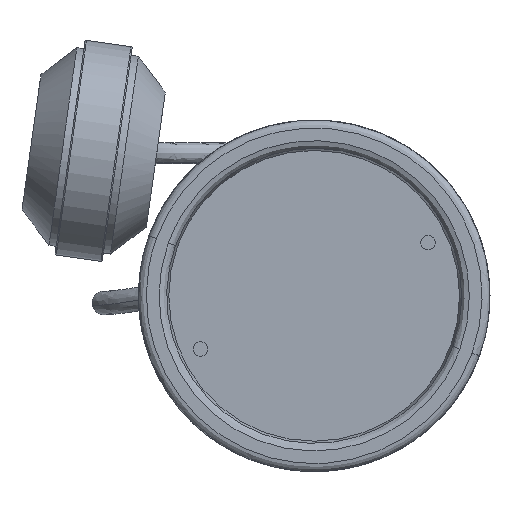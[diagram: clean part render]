
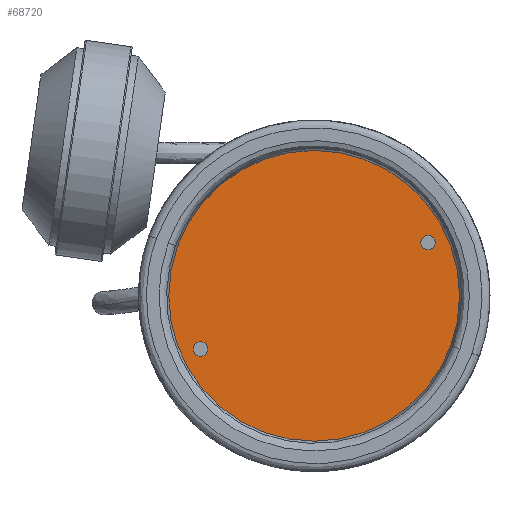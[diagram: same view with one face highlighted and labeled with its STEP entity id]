
A CAD part, front view. The second image highlights one B-rep face of the part: STEP entity #68720.
In plain terms, the highlighted planar face has unit normal (0, -1, 0).
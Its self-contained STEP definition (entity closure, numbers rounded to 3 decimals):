
#29 = ORIENTED_EDGE ( 'NONE', *, *, #34328, .T. ) ;
#71 = VERTEX_POINT ( 'NONE', #20753 ) ;
#85 = AXIS2_PLACEMENT_3D ( 'NONE', #3592, #19816, #30729 ) ;
#3228 = CARTESIAN_POINT ( 'NONE',  ( -36.338, 5.2, -33.588 ) ) ;
#3340 = DIRECTION ( 'NONE',  ( 1., 0., 0. ) ) ;
#3420 = VERTEX_POINT ( 'NONE', #3228 ) ;
#3454 = CIRCLE ( 'NONE', #10207, 55. ) ;
#3592 = CARTESIAN_POINT ( 'NONE',  ( -33.588, 5.2, -33.588 ) ) ;
#4039 = CARTESIAN_POINT ( 'NONE',  ( -33.588, 5.2, -33.588 ) ) ;
#6759 = FACE_BOUND ( 'NONE', #58558, .T. ) ;
#7446 = ORIENTED_EDGE ( 'NONE', *, *, #53530, .F. ) ;
#8638 = DIRECTION ( 'NONE',  ( 0., -1., 0. ) ) ;
#9406 = EDGE_CURVE ( 'NONE', #3420, #13764, #42866, .T. ) ;
#10207 = AXIS2_PLACEMENT_3D ( 'NONE', #25835, #35733, #30771 ) ;
#13764 = VERTEX_POINT ( 'NONE', #54677 ) ;
#14274 = DIRECTION ( 'NONE',  ( 0., -1., 0. ) ) ;
#14607 = DIRECTION ( 'NONE',  ( 1., 0., 0. ) ) ;
#14614 = AXIS2_PLACEMENT_3D ( 'NONE', #64896, #28622, #66300 ) ;
#15034 = CARTESIAN_POINT ( 'NONE',  ( 33.588, 5.2, 33.588 ) ) ;
#15524 = CIRCLE ( 'NONE', #36924, 2.75 ) ;
#19816 = DIRECTION ( 'NONE',  ( 0., -1., 0. ) ) ;
#20275 = CARTESIAN_POINT ( 'NONE',  ( 30.838, 5.2, 33.588 ) ) ;
#20310 = DIRECTION ( 'NONE',  ( 0., -1., 0. ) ) ;
#20753 = CARTESIAN_POINT ( 'NONE',  ( 36.338, 5.2, 33.588 ) ) ;
#21504 = EDGE_LOOP ( 'NONE', ( #7446, #51243 ) ) ;
#21661 = EDGE_CURVE ( 'NONE', #13764, #3420, #47786, .T. ) ;
#22290 = FACE_BOUND ( 'NONE', #21504, .T. ) ;
#24113 = CIRCLE ( 'NONE', #61215, 2.75 ) ;
#25835 = CARTESIAN_POINT ( 'NONE',  ( 0., 5.2, 0. ) ) ;
#25960 = AXIS2_PLACEMENT_3D ( 'NONE', #27595, #26901, #37832 ) ;
#26901 = DIRECTION ( 'NONE',  ( 0., -1., 0. ) ) ;
#27570 = PLANE ( 'NONE',  #14614 ) ;
#27595 = CARTESIAN_POINT ( 'NONE',  ( 0., 5.2, 0. ) ) ;
#28597 = CARTESIAN_POINT ( 'NONE',  ( 0., 5.2, -55. ) ) ;
#28622 = DIRECTION ( 'NONE',  ( 0., 1., 0. ) ) ;
#28813 = EDGE_CURVE ( 'NONE', #68095, #71, #24113, .T. ) ;
#30381 = ORIENTED_EDGE ( 'NONE', *, *, #21661, .F. ) ;
#30729 = DIRECTION ( 'NONE',  ( 1., 0., 0. ) ) ;
#30771 = DIRECTION ( 'NONE',  ( 0., 0., -1. ) ) ;
#33905 = FACE_OUTER_BOUND ( 'NONE', #60079, .T. ) ;
#34328 = EDGE_CURVE ( 'NONE', #42369, #47338, #42854, .T. ) ;
#35733 = DIRECTION ( 'NONE',  ( 0., -1., 0. ) ) ;
#36924 = AXIS2_PLACEMENT_3D ( 'NONE', #67809, #8638, #14607 ) ;
#37832 = DIRECTION ( 'NONE',  ( 0., 0., -1. ) ) ;
#42152 = AXIS2_PLACEMENT_3D ( 'NONE', #4039, #14274, #3340 ) ;
#42369 = VERTEX_POINT ( 'NONE', #53788 ) ;
#42854 = CIRCLE ( 'NONE', #25960, 55. ) ;
#42866 = CIRCLE ( 'NONE', #85, 2.75 ) ;
#47338 = VERTEX_POINT ( 'NONE', #28597 ) ;
#47786 = CIRCLE ( 'NONE', #42152, 2.75 ) ;
#49195 = ORIENTED_EDGE ( 'NONE', *, *, #9406, .F. ) ;
#50364 = ORIENTED_EDGE ( 'NONE', *, *, #59602, .T. ) ;
#51243 = ORIENTED_EDGE ( 'NONE', *, *, #28813, .F. ) ;
#53064 = DIRECTION ( 'NONE',  ( 1., 0., 0. ) ) ;
#53530 = EDGE_CURVE ( 'NONE', #71, #68095, #15524, .T. ) ;
#53788 = CARTESIAN_POINT ( 'NONE',  ( 0., 5.2, 55. ) ) ;
#54677 = CARTESIAN_POINT ( 'NONE',  ( -30.838, 5.2, -33.588 ) ) ;
#58558 = EDGE_LOOP ( 'NONE', ( #30381, #49195 ) ) ;
#59602 = EDGE_CURVE ( 'NONE', #47338, #42369, #3454, .T. ) ;
#60079 = EDGE_LOOP ( 'NONE', ( #50364, #29 ) ) ;
#61215 = AXIS2_PLACEMENT_3D ( 'NONE', #15034, #20310, #53064 ) ;
#64896 = CARTESIAN_POINT ( 'NONE',  ( -110., 5.2, -110. ) ) ;
#66300 = DIRECTION ( 'NONE',  ( 0., 0., 1. ) ) ;
#67809 = CARTESIAN_POINT ( 'NONE',  ( 33.588, 5.2, 33.588 ) ) ;
#68095 = VERTEX_POINT ( 'NONE', #20275 ) ;
#68720 = ADVANCED_FACE ( 'NONE', ( #22290, #6759, #33905 ), #27570, .F. ) ;
